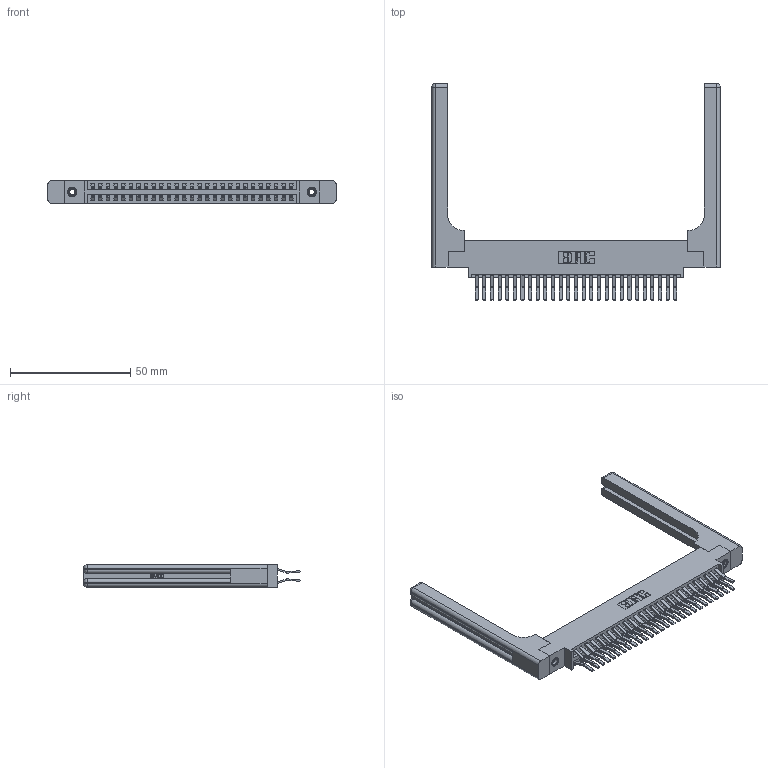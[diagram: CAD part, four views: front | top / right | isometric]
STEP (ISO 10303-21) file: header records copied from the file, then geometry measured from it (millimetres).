
FILE_DESCRIPTION (( 'STEP AP203' ), '1' );
FILE_NAME ('396-054-560-858.STEP', '2019-11-02T08:09:28', ( '' ), ( '' ), 'SwSTEP 2.0', 'SolidWorks 2016', '' );
FILE_SCHEMA (( 'CONFIG_CONTROL_DESIGN' ));
Length unit declared in the file: inch
Products named in the file (5): 396-054-560-858; 346 Part_0.170 Offset - 0.156 Dia-TH; 345-292-001_560 Tail; 345-250-001_345-250-001-102; 346-220-058_345-220-058
Assembly tree (59 placements, depth 2):
  396-054-560-858
    346 Part_0.170 Offset - 0.156 Dia-TH
    345-292-001_560 Tail  x54
    345-250-001_345-250-001-102  x2
    346-220-058_345-220-058  x2
Bounding box: 119.79 x 90.05 x 9.4 mm (x, y, z)
Volume: 19257.7 mm3; surface area: 22030.7 mm2
Topology: 59 solids, 59 shells, 3298 faces, 9701 edges, 6374 vertices
Faces by surface type: plane 2118, cylinder 1120, bspline 36, cone 12, sphere 8, torus 4
Entity records: 25042 total; most frequent: CARTESIAN_POINT 5157, ORIENTED_EDGE 3888, DIRECTION 3532, EDGE_CURVE 1944, LINE 1608, VECTOR 1608, VERTEX_POINT 1286, AXIS2_PLACEMENT_3D 962
